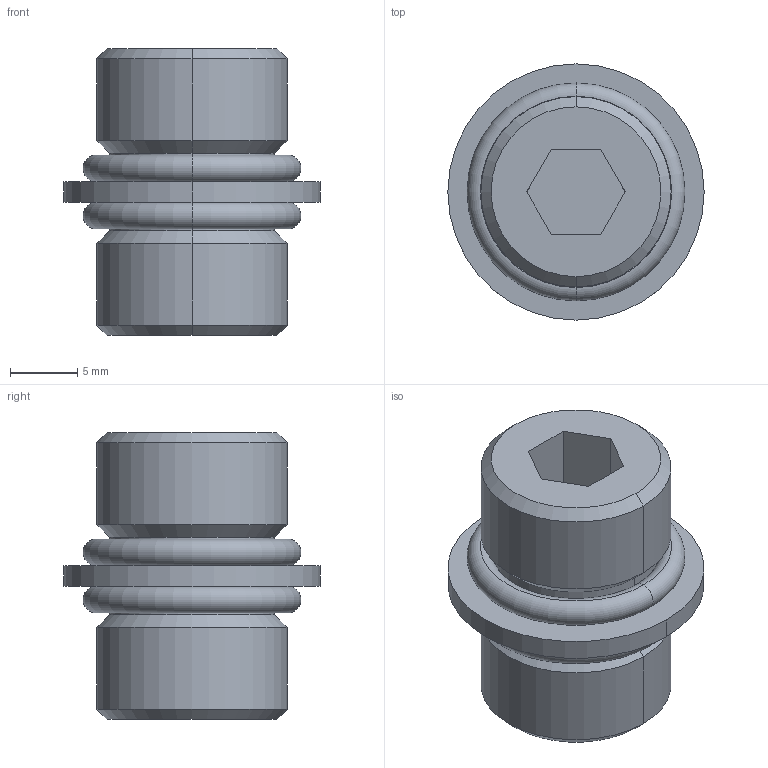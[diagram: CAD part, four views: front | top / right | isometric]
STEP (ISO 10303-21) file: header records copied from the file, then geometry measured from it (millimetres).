
FILE_DESCRIPTION((''),'2;1');
FILE_NAME('ILC70040771','2020-07-23T',('Mjust'),(''),'PRO/ENGINEER BY PARAMETRIC TECHNOLOGY CORPORATION, 2017170','PRO/ENGINEER BY PARAMETRIC TECHNOLOGY CORPORATION, 2017170','');
FILE_SCHEMA(('AUTOMOTIVE_DESIGN { 1 0 10303 214 1 1 1 1 }'));
Length unit declared in the file: inch
Products named in the file (1): ILC70040771
Bounding box: 19.05 x 19.05 x 21.34 mm (x, y, z)
Volume: 2902.4 mm3; surface area: 2510.2 mm2
Topology: 3 solids, 3 shells, 44 faces, 90 edges, 52 vertices
Faces by surface type: cylinder 12, torus 12, plane 12, cone 8
Entity records: 1221 total; most frequent: DIRECTION 230, CARTESIAN_POINT 188, ORIENTED_EDGE 180, AXIS2_PLACEMENT_3D 96, EDGE_CURVE 90, VERTEX_POINT 52, CIRCLE 52, EDGE_LOOP 48
